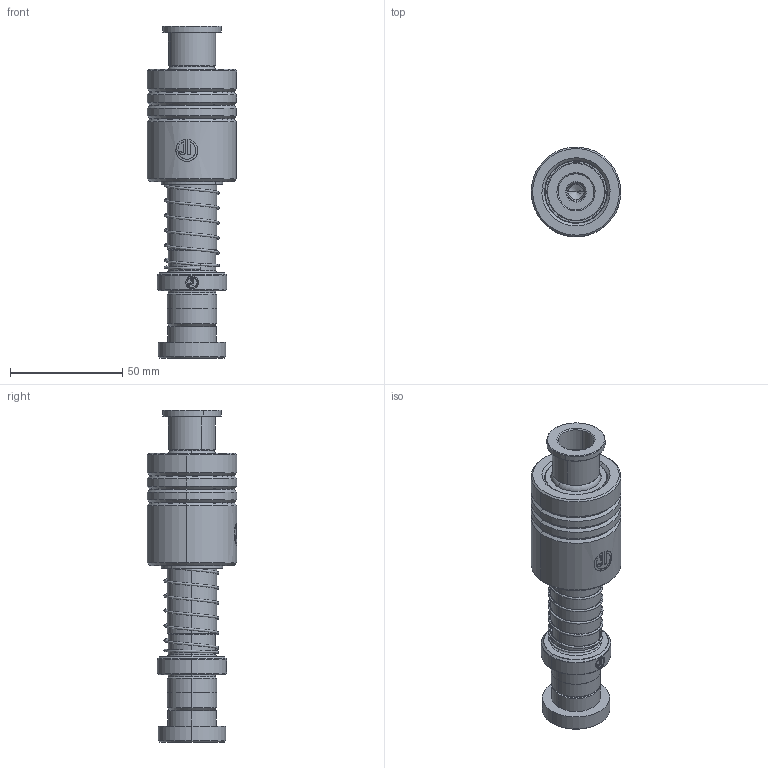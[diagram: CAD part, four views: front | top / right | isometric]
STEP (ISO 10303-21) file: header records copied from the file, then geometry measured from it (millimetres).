
FILE_DESCRIPTION (( 'STEP AP214' ), '1' );
FILE_NAME ('HKSH(HKJH)-D22-L100(BL-50).STEP', '2024-10-21T00:59:30', ( '111' ), ( '21222' ), 'SwSTEP 2.0', 'SolidWorks 2020', '' );
FILE_SCHEMA (( 'AUTOMOTIVE_DESIGN' ));
Length unit declared in the file: millimetre
Products named in the file (9): TBB-D40-d28-L50; GTK-D26-d21; BSH-27.5-22.5-L50; DRPK蹟簽D22; HWP-D24.5-d22.5-L40; TRPK-D22-L100; BALL-D3; HKSH(HKJH)-D22-L100(BL-50); BSH-D27.5-22.5-L50郪蚾
Assembly tree (187 placements, depth 3):
  HKSH(HKJH)-D22-L100(BL-50)
    TRPK-D22-L100
    DRPK蹟簽D22
    GTK-D26-d21
    TBB-D40-d28-L50
    HWP-D24.5-d22.5-L40
    BSH-D27.5-22.5-L50郪蚾
      BSH-27.5-22.5-L50
      BALL-D3  x180
Bounding box: 39.94 x 39.97 x 148 mm (x, y, z)
Volume: 93518.7 mm3; surface area: 47486 mm2
Topology: 186 solids, 186 shells, 918 faces, 3717 edges, 2454 vertices
Faces by surface type: sphere 720, cone 58, cylinder 56, plane 36, torus 26, bspline 22
Entity records: 39194 total; most frequent: CARTESIAN_POINT 23716, ORIENTED_EDGE 3096, DIRECTION 2758, EDGE_CURVE 1548, AXIS2_PLACEMENT_3D 1305, VERTEX_POINT 1002, EDGE_LOOP 928, B_SPLINE_CURVE_WITH_KNOTS 825
